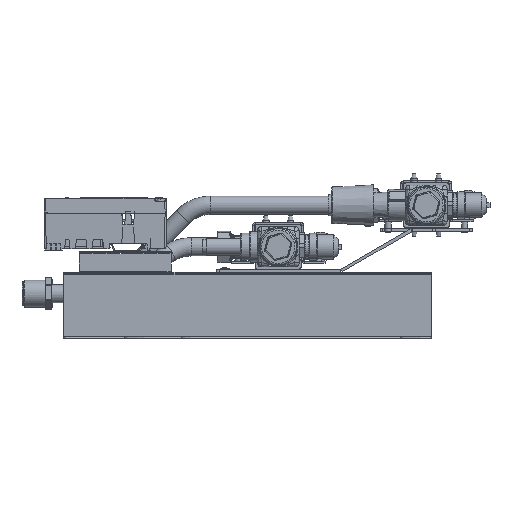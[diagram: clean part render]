
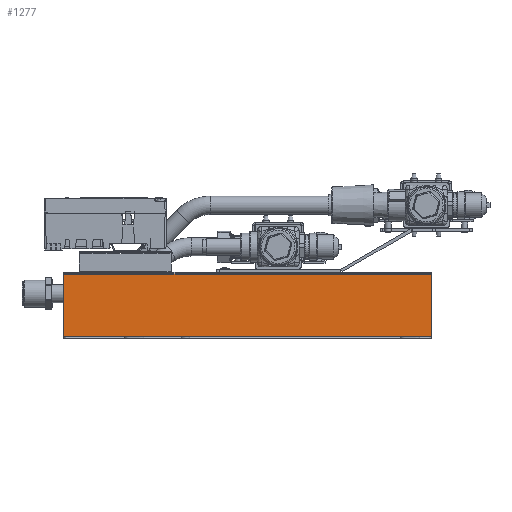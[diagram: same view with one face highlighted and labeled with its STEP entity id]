
A CAD part, left-side view. The second image highlights one B-rep face of the part: STEP entity #1277.
In plain terms, the highlighted planar face has unit normal (-1, 0, 0).
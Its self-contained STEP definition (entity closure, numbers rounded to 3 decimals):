
#1277 = ADVANCED_FACE ( 'NONE', ( #55723 ), #6952, .F. ) ;
#1648 = CARTESIAN_POINT ( 'NONE',  ( -411.755, -360., 251.755 ) ) ;
#6952 = PLANE ( 'NONE',  #15612 ) ;
#10600 = VECTOR ( 'NONE', #35786, 1000. ) ;
#12058 = CARTESIAN_POINT ( 'NONE',  ( -411.755, -360., 251.755 ) ) ;
#15612 = AXIS2_PLACEMENT_3D ( 'NONE', #12058, #28686, #79491 ) ;
#16169 = LINE ( 'NONE', #1648, #10600 ) ;
#21643 = DIRECTION ( 'NONE',  ( 0., 1., 0. ) ) ;
#28686 = DIRECTION ( 'NONE',  ( 1., 0., 0. ) ) ;
#28759 = CARTESIAN_POINT ( 'NONE',  ( -411.755, -360., 188.991 ) ) ;
#35786 = DIRECTION ( 'NONE',  ( 0., 0., -1. ) ) ;
#36183 = CARTESIAN_POINT ( 'NONE',  ( -411.755, -360., 249.768 ) ) ;
#39608 = CARTESIAN_POINT ( 'NONE',  ( -411.755, -360., 188.991 ) ) ;
#48777 = VERTEX_POINT ( 'NONE', #28759 ) ;
#54991 = VERTEX_POINT ( 'NONE', #135122 ) ;
#55723 = FACE_OUTER_BOUND ( 'NONE', #86769, .T. ) ;
#59414 = ORIENTED_EDGE ( 'NONE', *, *, #167182, .T. ) ;
#79491 = DIRECTION ( 'NONE',  ( 0., 0., -1. ) ) ;
#80104 = CARTESIAN_POINT ( 'NONE',  ( -411.755, 0., 251.755 ) ) ;
#85210 = VECTOR ( 'NONE', #190379, 1000. ) ;
#86769 = EDGE_LOOP ( 'NONE', ( #136767, #90626, #138241, #59414 ) ) ;
#90626 = ORIENTED_EDGE ( 'NONE', *, *, #124466, .F. ) ;
#100712 = VECTOR ( 'NONE', #165321, 1000. ) ;
#124466 = EDGE_CURVE ( 'NONE', #48777, #54991, #182015, .T. ) ;
#126861 = LINE ( 'NONE', #80104, #85210 ) ;
#129709 = LINE ( 'NONE', #36183, #197900 ) ;
#135122 = CARTESIAN_POINT ( 'NONE',  ( -411.755, 0., 188.991 ) ) ;
#136767 = ORIENTED_EDGE ( 'NONE', *, *, #177625, .T. ) ;
#138241 = ORIENTED_EDGE ( 'NONE', *, *, #203156, .F. ) ;
#141645 = CARTESIAN_POINT ( 'NONE',  ( -411.755, -360., 249.768 ) ) ;
#165321 = DIRECTION ( 'NONE',  ( 0., 1., 0. ) ) ;
#167182 = EDGE_CURVE ( 'NONE', #199031, #175774, #129709, .T. ) ;
#175774 = VERTEX_POINT ( 'NONE', #191510 ) ;
#177625 = EDGE_CURVE ( 'NONE', #175774, #54991, #126861, .T. ) ;
#182015 = LINE ( 'NONE', #39608, #100712 ) ;
#190379 = DIRECTION ( 'NONE',  ( 0., 0., -1. ) ) ;
#191510 = CARTESIAN_POINT ( 'NONE',  ( -411.755, 0., 249.768 ) ) ;
#197900 = VECTOR ( 'NONE', #21643, 1000. ) ;
#199031 = VERTEX_POINT ( 'NONE', #141645 ) ;
#203156 = EDGE_CURVE ( 'NONE', #199031, #48777, #16169, .T. ) ;
